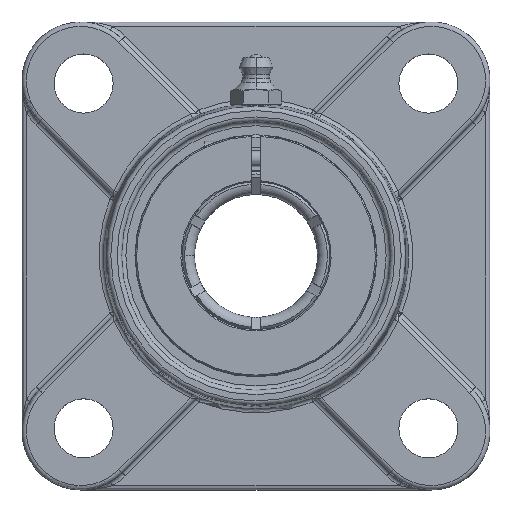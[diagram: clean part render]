
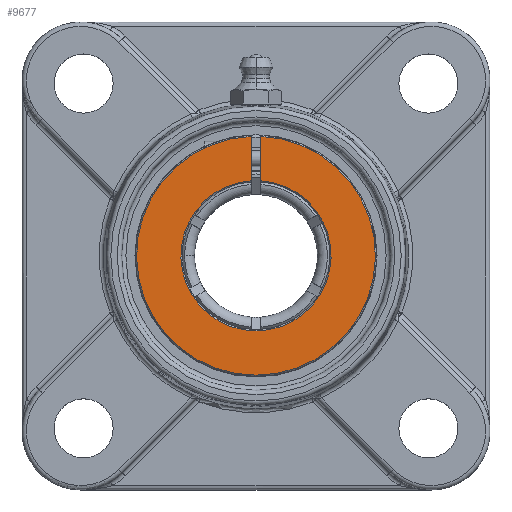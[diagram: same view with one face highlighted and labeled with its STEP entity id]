
A CAD part, top view. The second image highlights one B-rep face of the part: STEP entity #9677.
In plain terms, the highlighted planar face has unit normal (0, 0, 1).
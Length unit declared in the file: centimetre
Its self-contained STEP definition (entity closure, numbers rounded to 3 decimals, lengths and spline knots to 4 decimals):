
#9017=CARTESIAN_POINT('',(0.1,1.5217,0.95));
#9018=VERTEX_POINT('',#9017);
#9025=CARTESIAN_POINT('',(0.1,2.4229,0.95));
#9026=VERTEX_POINT('',#9025);
#9027=CARTESIAN_POINT('',(0.1,12346.2498,0.95));
#9028=DIRECTION('',(0.,-1.,0.));
#9029=VECTOR('',#9028,24690.);
#9030=LINE('',#9027,#9029);
#9031=EDGE_CURVE('',#9026,#9018,#9030,.T.);
#9336=CARTESIAN_POINT('',(-0.1,1.5217,0.95));
#9337=VERTEX_POINT('',#9336);
#9344=CARTESIAN_POINT('',(0.,0.,0.95));
#9345=DIRECTION('',(0.,0.,1.));
#9346=DIRECTION('',(-0.,-1.,0.));
#9347=AXIS2_PLACEMENT_3D('',#9344,#9345,#9346);
#9348=CIRCLE('',#9347,1.525);
#9349=EDGE_CURVE('',#9337,#9018,#9348,.T.);
#9376=CARTESIAN_POINT('',(-0.1,2.4229,0.95));
#9377=VERTEX_POINT('',#9376);
#9395=CARTESIAN_POINT('',(0.,0.,0.95));
#9396=DIRECTION('',(0.,-0.,-1.));
#9397=DIRECTION('',(0.,-1.,0.));
#9398=AXIS2_PLACEMENT_3D('',#9395,#9396,#9397);
#9399=CIRCLE('',#9398,2.425);
#9400=EDGE_CURVE('',#9026,#9377,#9399,.T.);
#9420=CARTESIAN_POINT('',(-0.1,-12343.7502,0.95));
#9421=DIRECTION('',(-0.,1.,0.));
#9422=VECTOR('',#9421,24690.);
#9423=LINE('',#9420,#9422);
#9424=EDGE_CURVE('',#9337,#9377,#9423,.T.);
#9666=CARTESIAN_POINT('',(0.,0.,0.95));
#9667=DIRECTION('',(0.,0.,1.));
#9668=DIRECTION('',(1.,0.,0.));
#9669=AXIS2_PLACEMENT_3D('',#9666,#9667,#9668);
#9670=PLANE('',#9669);
#9671=ORIENTED_EDGE('',*,*,#9349,.F.);
#9672=ORIENTED_EDGE('',*,*,#9424,.T.);
#9673=ORIENTED_EDGE('',*,*,#9400,.F.);
#9674=ORIENTED_EDGE('',*,*,#9031,.T.);
#9675=EDGE_LOOP('',(#9671,#9672,#9673,#9674));
#9676=FACE_BOUND('',#9675,.T.);
#9677=ADVANCED_FACE('',(#9676),#9670,.T.);
